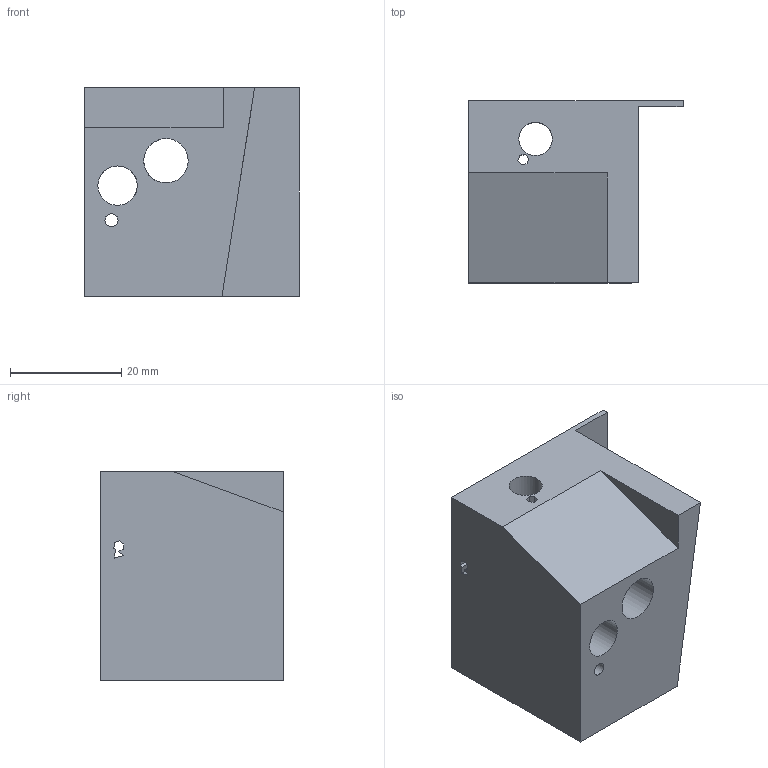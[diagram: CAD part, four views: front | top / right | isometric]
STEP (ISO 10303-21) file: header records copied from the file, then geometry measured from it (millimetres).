
FILE_DESCRIPTION(('Open CASCADE Model'),'2;1');
FILE_NAME('Open CASCADE Shape Model','2021-05-04T16:09:28',('Author'),( 'Open CASCADE'),'Open CASCADE STEP processor 7.4','Open CASCADE 7.4' ,'Unknown');
FILE_SCHEMA(('AUTOMOTIVE_DESIGN { 1 0 10303 214 1 1 1 1 }'));
Length unit declared in the file: millimetre
Products named in the file (1): Open CASCADE STEP translator 7.4 928
Bounding box: 38.57 x 32.82 x 37.54 mm (x, y, z)
Volume: 28492.3 mm3; surface area: 9520.4 mm2
Topology: 1 solids, 1 shells, 41 faces, 136 edges, 91 vertices
Faces by surface type: plane 37, cylinder 4
Full cylindrical faces by diameter (mm): 2.362 x1, 6.022 x1, 7.082 x1, 7.999 x1
Entity records: 4650 total; most frequent: CARTESIAN_POINT 2065, DIRECTION 436, ORIENTED_EDGE 272, PCURVE 272, DEFINITIONAL_REPRESENTATION 272, LINE 238, VECTOR 238, EDGE_CURVE 136
